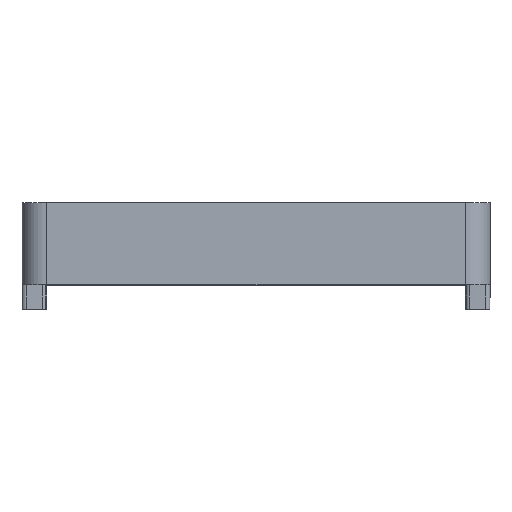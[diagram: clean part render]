
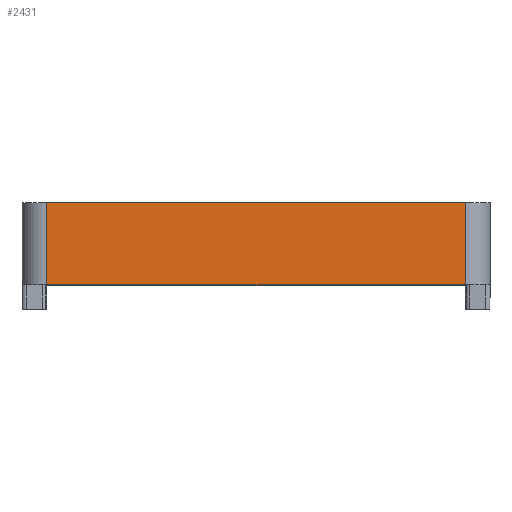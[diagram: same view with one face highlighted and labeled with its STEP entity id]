
A CAD part, top view. The second image highlights one B-rep face of the part: STEP entity #2431.
In plain terms, the highlighted planar face has unit normal (0, 0, 1).
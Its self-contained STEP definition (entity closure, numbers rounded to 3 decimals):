
#67 = VECTOR ( 'NONE', #890, 1000. ) ;
#82 = CARTESIAN_POINT ( 'NONE',  ( 25.5, -10., 28.5 ) ) ;
#94 = VERTEX_POINT ( 'NONE', #657 ) ;
#145 = FACE_OUTER_BOUND ( 'NONE', #1620, .T. ) ;
#182 = LINE ( 'NONE', #2069, #67 ) ;
#282 = EDGE_CURVE ( 'NONE', #850, #94, #638, .T. ) ;
#380 = CARTESIAN_POINT ( 'NONE',  ( -25.5, -10., 28.5 ) ) ;
#638 = LINE ( 'NONE', #1611, #2073 ) ;
#657 = CARTESIAN_POINT ( 'NONE',  ( 25.5, -10., 28.5 ) ) ;
#742 = DIRECTION ( 'NONE',  ( 1., 0., 0. ) ) ;
#850 = VERTEX_POINT ( 'NONE', #1009 ) ;
#861 = ORIENTED_EDGE ( 'NONE', *, *, #927, .T. ) ;
#890 = DIRECTION ( 'NONE',  ( 1., 0., 0. ) ) ;
#927 = EDGE_CURVE ( 'NONE', #94, #1450, #1207, .T. ) ;
#929 = LINE ( 'NONE', #380, #2085 ) ;
#987 = VERTEX_POINT ( 'NONE', #1101 ) ;
#1009 = CARTESIAN_POINT ( 'NONE',  ( -25.5, -10., 28.5 ) ) ;
#1084 = PLANE ( 'NONE',  #1284 ) ;
#1101 = CARTESIAN_POINT ( 'NONE',  ( -25.5, 0., 28.5 ) ) ;
#1207 = LINE ( 'NONE', #82, #2239 ) ;
#1284 = AXIS2_PLACEMENT_3D ( 'NONE', #2454, #1841, #742 ) ;
#1335 = ORIENTED_EDGE ( 'NONE', *, *, #2026, .F. ) ;
#1419 = DIRECTION ( 'NONE',  ( 1., 0., 0. ) ) ;
#1450 = VERTEX_POINT ( 'NONE', #1897 ) ;
#1540 = EDGE_CURVE ( 'NONE', #987, #850, #929, .T. ) ;
#1611 = CARTESIAN_POINT ( 'NONE',  ( -28.5, -10., 28.5 ) ) ;
#1620 = EDGE_LOOP ( 'NONE', ( #2009, #861, #1335, #1933 ) ) ;
#1695 = DIRECTION ( 'NONE',  ( 0., -1., 0. ) ) ;
#1841 = DIRECTION ( 'NONE',  ( 0., 0., 1. ) ) ;
#1897 = CARTESIAN_POINT ( 'NONE',  ( 25.5, 0., 28.5 ) ) ;
#1933 = ORIENTED_EDGE ( 'NONE', *, *, #1540, .T. ) ;
#2009 = ORIENTED_EDGE ( 'NONE', *, *, #282, .T. ) ;
#2026 = EDGE_CURVE ( 'NONE', #987, #1450, #182, .T. ) ;
#2069 = CARTESIAN_POINT ( 'NONE',  ( -28.5, 0., 28.5 ) ) ;
#2073 = VECTOR ( 'NONE', #1419, 1000. ) ;
#2085 = VECTOR ( 'NONE', #1695, 1000. ) ;
#2209 = DIRECTION ( 'NONE',  ( 0., 1., 0. ) ) ;
#2239 = VECTOR ( 'NONE', #2209, 1000. ) ;
#2431 = ADVANCED_FACE ( 'NONE', ( #145 ), #1084, .T. ) ;
#2454 = CARTESIAN_POINT ( 'NONE',  ( -28.5, -10., 28.5 ) ) ;
